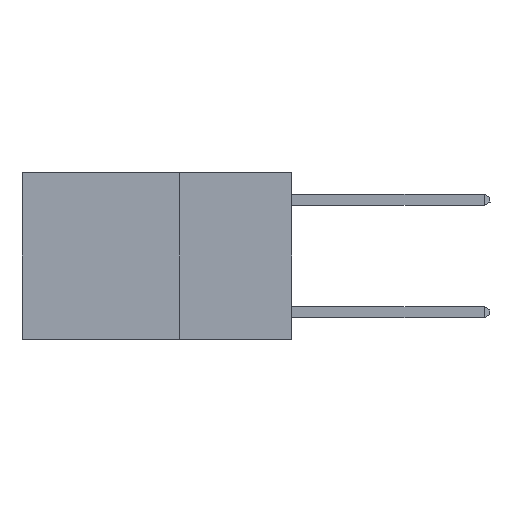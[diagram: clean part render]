
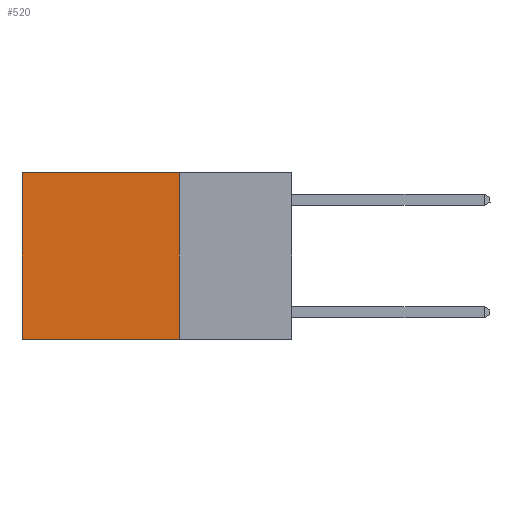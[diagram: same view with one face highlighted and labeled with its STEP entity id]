
A CAD part, left-side view. The second image highlights one B-rep face of the part: STEP entity #520.
In plain terms, the highlighted planar face has unit normal (-1, 0, 0).
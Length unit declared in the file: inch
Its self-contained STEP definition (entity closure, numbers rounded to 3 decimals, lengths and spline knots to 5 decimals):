
#239 = DIRECTION ( 'NONE',  ( 0., 0., -1. ) ) ;
#520 = ADVANCED_FACE ( 'NONE', ( #17186 ), #15074, .F. ) ;
#1318 = ORIENTED_EDGE ( 'NONE', *, *, #6185, .T. ) ;
#1634 = CARTESIAN_POINT ( 'NONE',  ( 0.2625, 0.6, 0. ) ) ;
#1713 = EDGE_CURVE ( 'NONE', #4388, #15431, #8907, .T. ) ;
#1962 = CARTESIAN_POINT ( 'NONE',  ( 0.2625, 0.25, 0. ) ) ;
#2562 = CARTESIAN_POINT ( 'NONE',  ( 0.2625, 0.6, 0. ) ) ;
#4248 = DIRECTION ( 'NONE',  ( 1., 0., 0. ) ) ;
#4388 = VERTEX_POINT ( 'NONE', #5569 ) ;
#4771 = VECTOR ( 'NONE', #6071, 39.37008 ) ;
#5458 = CARTESIAN_POINT ( 'NONE',  ( 0.2625, 0.25, -0.37 ) ) ;
#5569 = CARTESIAN_POINT ( 'NONE',  ( 0.2625, 0.25, 0. ) ) ;
#6071 = DIRECTION ( 'NONE',  ( 0., 0., -1. ) ) ;
#6185 = EDGE_CURVE ( 'NONE', #4388, #9024, #17497, .T. ) ;
#6918 = DIRECTION ( 'NONE',  ( 0., 1., 0. ) ) ;
#7957 = CARTESIAN_POINT ( 'NONE',  ( 0.2625, 0.6, -0.37 ) ) ;
#8362 = VECTOR ( 'NONE', #239, 39.37008 ) ;
#8440 = ORIENTED_EDGE ( 'NONE', *, *, #22400, .T. ) ;
#8907 = LINE ( 'NONE', #1962, #8362 ) ;
#9024 = VERTEX_POINT ( 'NONE', #1634 ) ;
#9450 = CARTESIAN_POINT ( 'NONE',  ( 0.2625, 0.25, 0. ) ) ;
#10482 = VERTEX_POINT ( 'NONE', #7957 ) ;
#10919 = AXIS2_PLACEMENT_3D ( 'NONE', #9450, #4248, #21860 ) ;
#11459 = CARTESIAN_POINT ( 'NONE',  ( 0.2625, 0.25, -0.37 ) ) ;
#12327 = VECTOR ( 'NONE', #16140, 39.37008 ) ;
#12902 = EDGE_LOOP ( 'NONE', ( #8440, #13990, #21251, #1318 ) ) ;
#13776 = CARTESIAN_POINT ( 'NONE',  ( 0.2625, 0.25, 0. ) ) ;
#13990 = ORIENTED_EDGE ( 'NONE', *, *, #20156, .F. ) ;
#15074 = PLANE ( 'NONE',  #10919 ) ;
#15431 = VERTEX_POINT ( 'NONE', #11459 ) ;
#16140 = DIRECTION ( 'NONE',  ( 0., 1., 0. ) ) ;
#16435 = LINE ( 'NONE', #5458, #12327 ) ;
#17186 = FACE_OUTER_BOUND ( 'NONE', #12902, .T. ) ;
#17497 = LINE ( 'NONE', #13776, #22757 ) ;
#19891 = LINE ( 'NONE', #2562, #4771 ) ;
#20156 = EDGE_CURVE ( 'NONE', #15431, #10482, #16435, .T. ) ;
#21251 = ORIENTED_EDGE ( 'NONE', *, *, #1713, .F. ) ;
#21860 = DIRECTION ( 'NONE',  ( 0., 0., -1. ) ) ;
#22400 = EDGE_CURVE ( 'NONE', #9024, #10482, #19891, .T. ) ;
#22757 = VECTOR ( 'NONE', #6918, 39.37008 ) ;
